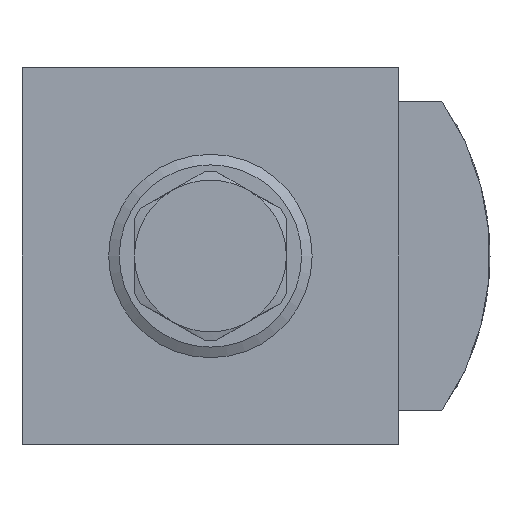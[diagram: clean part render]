
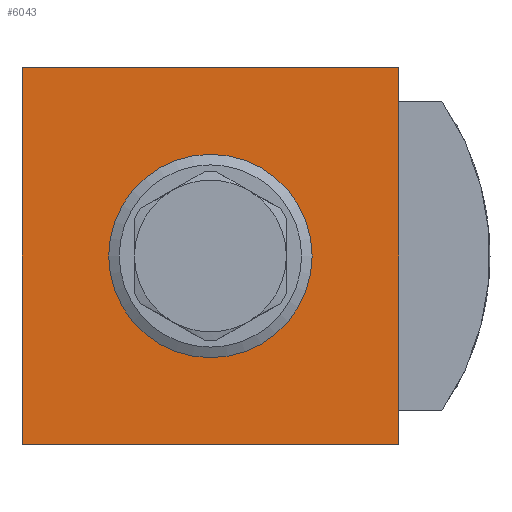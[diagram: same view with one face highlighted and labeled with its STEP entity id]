
A CAD part, front view. The second image highlights one B-rep face of the part: STEP entity #6043.
In plain terms, the highlighted planar face has unit normal (0, -1, 0).
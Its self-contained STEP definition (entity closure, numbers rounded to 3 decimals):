
#148=PLANE('',#6352);
#430=LINE('',#8239,#921);
#480=LINE('',#8381,#971);
#488=LINE('',#8396,#979);
#502=LINE('',#8420,#993);
#921=VECTOR('',#6907,1000.);
#971=VECTOR('',#7007,1000.);
#979=VECTOR('',#7017,1000.);
#993=VECTOR('',#7033,1000.);
#1269=CIRCLE('',#6353,16.732);
#1921=ORIENTED_EDGE('',*,*,#2984,.F.);
#1922=ORIENTED_EDGE('',*,*,#2890,.F.);
#1923=ORIENTED_EDGE('',*,*,#2882,.F.);
#1924=ORIENTED_EDGE('',*,*,#2904,.F.);
#1925=ORIENTED_EDGE('',*,*,#2816,.F.);
#2816=EDGE_CURVE('',#3398,#3399,#430,.T.);
#2882=EDGE_CURVE('',#3447,#3448,#480,.T.);
#2890=EDGE_CURVE('',#3448,#3398,#488,.T.);
#2904=EDGE_CURVE('',#3399,#3447,#502,.T.);
#2984=EDGE_CURVE('',#3512,#3512,#1269,.F.);
#3398=VERTEX_POINT('',#8238);
#3399=VERTEX_POINT('',#8240);
#3447=VERTEX_POINT('',#8380);
#3448=VERTEX_POINT('',#8382);
#3512=VERTEX_POINT('',#8577);
#3803=EDGE_LOOP('',(#1921));
#3804=EDGE_LOOP('',(#1922,#1923,#1924,#1925));
#4084=FACE_BOUND('',#3803,.T.);
#4085=FACE_BOUND('',#3804,.T.);
#6043=ADVANCED_FACE('',(#4084,#4085),#148,.F.);
#6352=AXIS2_PLACEMENT_3D('',#8575,#7183,#7184);
#6353=AXIS2_PLACEMENT_3D('',#8576,#7185,#7186);
#6907=DIRECTION('',(1.,0.,0.));
#7007=DIRECTION('',(-1.,0.,0.));
#7017=DIRECTION('',(0.,0.,1.));
#7033=DIRECTION('',(0.,0.,-1.));
#7183=DIRECTION('',(0.,1.,0.));
#7184=DIRECTION('',(0.,0.,1.));
#7185=DIRECTION('',(0.,1.,0.));
#7186=DIRECTION('',(0.,0.,1.));
#8238=CARTESIAN_POINT('',(-31.,-45.,31.));
#8239=CARTESIAN_POINT('',(-31.,-45.,31.));
#8240=CARTESIAN_POINT('',(31.,-45.,31.));
#8380=CARTESIAN_POINT('',(31.,-45.,-31.));
#8381=CARTESIAN_POINT('',(31.,-45.,-31.));
#8382=CARTESIAN_POINT('',(-31.,-45.,-31.));
#8396=CARTESIAN_POINT('',(-31.,-45.,-31.));
#8420=CARTESIAN_POINT('',(31.,-45.,31.));
#8575=CARTESIAN_POINT('',(0.,-45.,0.));
#8576=CARTESIAN_POINT('',(0.,-45.,0.));
#8577=CARTESIAN_POINT('',(0.,-45.,16.732));
